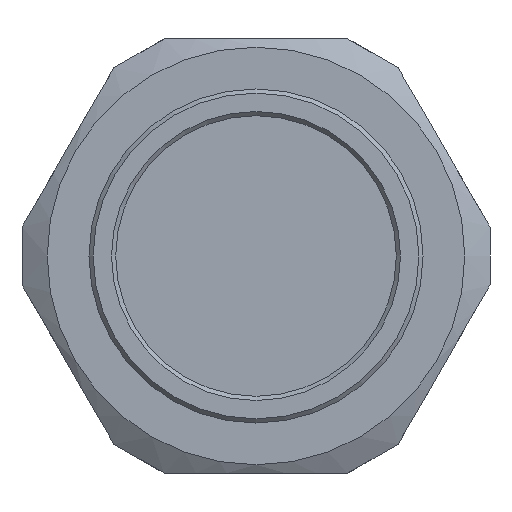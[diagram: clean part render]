
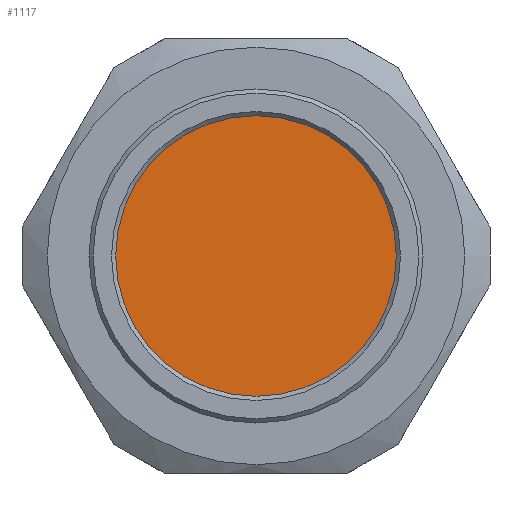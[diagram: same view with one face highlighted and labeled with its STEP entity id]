
A CAD part, front view. The second image highlights one B-rep face of the part: STEP entity #1117.
In plain terms, the highlighted planar face has unit normal (0, -1, 0).
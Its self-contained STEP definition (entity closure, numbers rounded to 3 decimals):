
#116=PLANE('',#1214);
#161=FACE_OUTER_BOUND('',#231,.T.);
#231=EDGE_LOOP('',(#759));
#429=CIRCLE('',#1215,16.8);
#467=VERTEX_POINT('',#1607);
#582=EDGE_CURVE('',#467,#467,#429,.T.);
#759=ORIENTED_EDGE('',*,*,#582,.T.);
#1117=ADVANCED_FACE('',(#161),#116,.F.);
#1214=AXIS2_PLACEMENT_3D('',#1606,#1331,#1332);
#1215=AXIS2_PLACEMENT_3D('',#1608,#1333,#1334);
#1331=DIRECTION('center_axis',(0.,1.,0.));
#1332=DIRECTION('ref_axis',(0.,0.,1.));
#1333=DIRECTION('center_axis',(0.,-1.,0.));
#1334=DIRECTION('ref_axis',(-1.,0.,0.));
#1606=CARTESIAN_POINT('Origin',(407.326,96.259,285.8));
#1607=CARTESIAN_POINT('',(424.126,96.259,285.8));
#1608=CARTESIAN_POINT('Origin',(407.326,96.259,285.8));
